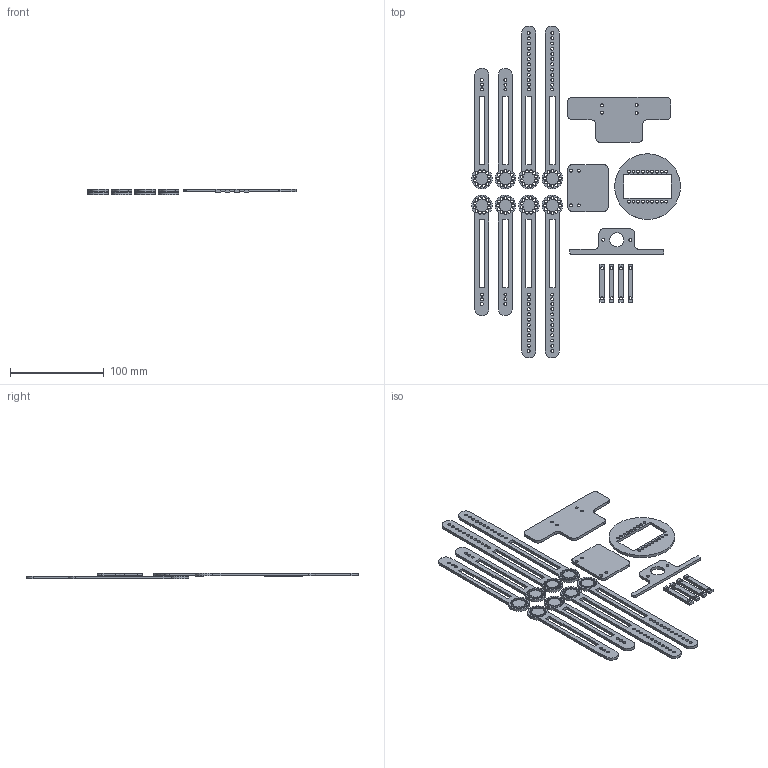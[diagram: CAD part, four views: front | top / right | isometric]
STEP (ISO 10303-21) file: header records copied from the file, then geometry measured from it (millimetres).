
FILE_DESCRIPTION(/* description */ (''),/* implementation_level */ '2;1');
FILE_NAME(/* name */ 'laser cut.step',/* time_stamp */ '2023-07-30T19:36:43+08:00',/* author */ (''),/* organization */ (''),/* preprocessor_version */ 'ST-DEVELOPER v19.2',/* originating_system */ 'Autodesk Translation Framework v11.17.0.187',/* authorisation */ '');
FILE_SCHEMA (('AUTOMOTIVE_DESIGN { 1 0 10303 214 3 1 1 }'));
Length unit declared in the file: millimetre
Products named in the file (4): laser cut; Swing Arm (15 degrees offset) v4; Swing Arm (15 degrees offset); Fixed GearBox Stick
Assembly tree (6 placements, depth 2):
  laser cut
    Swing Arm (15 degrees offset) v4
    Swing Arm (15 degrees offset)
    Fixed GearBox Stick  x4
Bounding box: 222.38 x 353.5 x 6 mm (x, y, z)
Volume: 71822 mm3; surface area: 69558.9 mm2
Topology: 16 solids, 16 shells, 350 faces, 954 edges, 636 vertices
Faces by surface type: cylinder 230, plane 120
Full cylindrical faces by diameter (mm): 3.1 x192, 15 x1, 70 x1
Entity records: 11527 total; most frequent: DIRECTION 2020, CARTESIAN_POINT 1836, ORIENTED_EDGE 1800, EDGE_CURVE 900, AXIS2_PLACEMENT_3D 784, EDGE_LOOP 718, VERTEX_POINT 600, LINE 452
